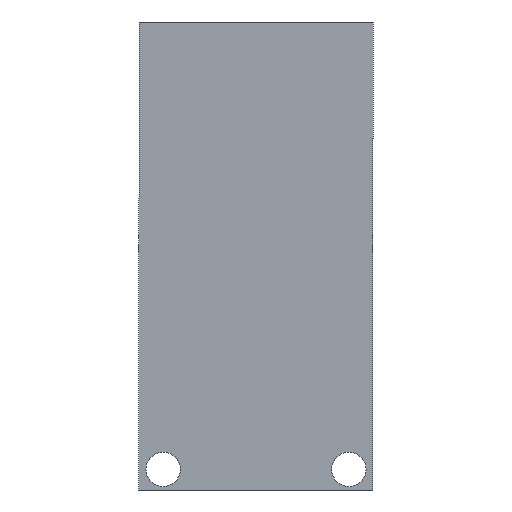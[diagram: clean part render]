
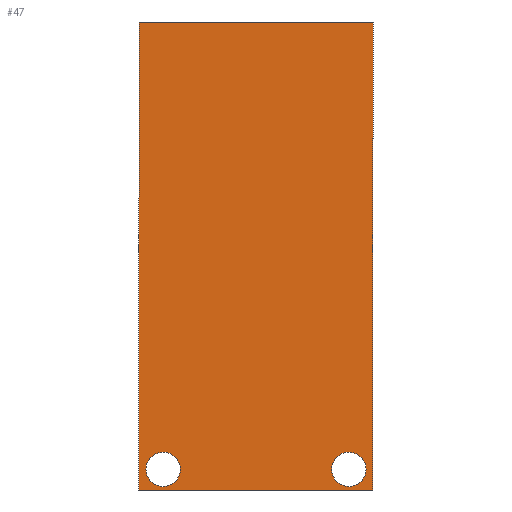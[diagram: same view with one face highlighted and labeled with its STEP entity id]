
A CAD part, front view. The second image highlights one B-rep face of the part: STEP entity #47.
In plain terms, the highlighted planar face has unit normal (0, -1, 0).
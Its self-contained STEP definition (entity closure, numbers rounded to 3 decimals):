
#20 = DIRECTION ( 'NONE',  ( 0., 1., 0. ) ) ;
#39 = DIRECTION ( 'NONE',  ( 0., 1., 0. ) ) ;
#47 = ADVANCED_FACE ( 'NONE', ( #1496, #318, #1482 ), #464, .F. ) ;
#52 = AXIS2_PLACEMENT_3D ( 'NONE', #636, #39, #1447 ) ;
#92 = EDGE_CURVE ( 'NONE', #265, #617, #1318, .T. ) ;
#123 = VERTEX_POINT ( 'NONE', #131 ) ;
#131 = CARTESIAN_POINT ( 'NONE',  ( 17., 0., 0. ) ) ;
#144 = DIRECTION ( 'NONE',  ( 0., 0., -1. ) ) ;
#145 = AXIS2_PLACEMENT_3D ( 'NONE', #413, #20, #1422 ) ;
#147 = EDGE_LOOP ( 'NONE', ( #1149, #1425 ) ) ;
#225 = VECTOR ( 'NONE', #144, 1000. ) ;
#236 = CARTESIAN_POINT ( 'NONE',  ( 0., 0., -34. ) ) ;
#248 = DIRECTION ( 'NONE',  ( 1., 0., 0. ) ) ;
#265 = VERTEX_POINT ( 'NONE', #1239 ) ;
#302 = AXIS2_PLACEMENT_3D ( 'NONE', #486, #505, #632 ) ;
#317 = CARTESIAN_POINT ( 'NONE',  ( 0., 0., -34. ) ) ;
#318 = FACE_BOUND ( 'NONE', #498, .T. ) ;
#349 = VECTOR ( 'NONE', #248, 1000. ) ;
#408 = ORIENTED_EDGE ( 'NONE', *, *, #1219, .T. ) ;
#413 = CARTESIAN_POINT ( 'NONE',  ( 15.25, 0., -32.5 ) ) ;
#418 = EDGE_CURVE ( 'NONE', #617, #265, #1075, .T. ) ;
#464 = PLANE ( 'NONE',  #1341 ) ;
#486 = CARTESIAN_POINT ( 'NONE',  ( 1.75, 0., -32.5 ) ) ;
#498 = EDGE_LOOP ( 'NONE', ( #888, #614 ) ) ;
#505 = DIRECTION ( 'NONE',  ( 0., 1., 0. ) ) ;
#510 = DIRECTION ( 'NONE',  ( 0., 0., -1. ) ) ;
#518 = CARTESIAN_POINT ( 'NONE',  ( 17., 0., 0. ) ) ;
#526 = CARTESIAN_POINT ( 'NONE',  ( 1.75, 0., -33.75 ) ) ;
#539 = CARTESIAN_POINT ( 'NONE',  ( 15.25, 0., -31.25 ) ) ;
#578 = VECTOR ( 'NONE', #802, 1000. ) ;
#614 = ORIENTED_EDGE ( 'NONE', *, *, #92, .T. ) ;
#617 = VERTEX_POINT ( 'NONE', #526 ) ;
#621 = CARTESIAN_POINT ( 'NONE',  ( 0., 0., 0. ) ) ;
#632 = DIRECTION ( 'NONE',  ( 0., 0., 1. ) ) ;
#634 = ORIENTED_EDGE ( 'NONE', *, *, #673, .F. ) ;
#636 = CARTESIAN_POINT ( 'NONE',  ( 15.25, 0., -32.5 ) ) ;
#640 = ORIENTED_EDGE ( 'NONE', *, *, #1106, .T. ) ;
#642 = EDGE_CURVE ( 'NONE', #860, #961, #1266, .T. ) ;
#666 = EDGE_CURVE ( 'NONE', #961, #860, #1336, .T. ) ;
#673 = EDGE_CURVE ( 'NONE', #123, #1404, #1092, .T. ) ;
#710 = EDGE_CURVE ( 'NONE', #1307, #123, #880, .T. ) ;
#724 = EDGE_LOOP ( 'NONE', ( #1224, #408, #640, #634 ) ) ;
#793 = LINE ( 'NONE', #317, #578 ) ;
#802 = DIRECTION ( 'NONE',  ( 1., 0., 0. ) ) ;
#855 = CARTESIAN_POINT ( 'NONE',  ( 15.25, 0., -33.75 ) ) ;
#860 = VERTEX_POINT ( 'NONE', #539 ) ;
#880 = LINE ( 'NONE', #975, #349 ) ;
#888 = ORIENTED_EDGE ( 'NONE', *, *, #418, .T. ) ;
#894 = AXIS2_PLACEMENT_3D ( 'NONE', #1018, #1267, #915 ) ;
#915 = DIRECTION ( 'NONE',  ( 0., 0., 1. ) ) ;
#961 = VERTEX_POINT ( 'NONE', #855 ) ;
#975 = CARTESIAN_POINT ( 'NONE',  ( 0., 0., 0. ) ) ;
#1018 = CARTESIAN_POINT ( 'NONE',  ( 1.75, 0., -32.5 ) ) ;
#1054 = DIRECTION ( 'NONE',  ( 0., 1., 0. ) ) ;
#1075 = CIRCLE ( 'NONE', #302, 1.25 ) ;
#1092 = LINE ( 'NONE', #518, #1286 ) ;
#1106 = EDGE_CURVE ( 'NONE', #1143, #1404, #793, .T. ) ;
#1143 = VERTEX_POINT ( 'NONE', #236 ) ;
#1149 = ORIENTED_EDGE ( 'NONE', *, *, #666, .T. ) ;
#1219 = EDGE_CURVE ( 'NONE', #1307, #1143, #1309, .T. ) ;
#1224 = ORIENTED_EDGE ( 'NONE', *, *, #710, .F. ) ;
#1239 = CARTESIAN_POINT ( 'NONE',  ( 1.75, 0., -31.25 ) ) ;
#1254 = CARTESIAN_POINT ( 'NONE',  ( 0., 0., 0. ) ) ;
#1266 = CIRCLE ( 'NONE', #145, 1.25 ) ;
#1267 = DIRECTION ( 'NONE',  ( 0., 1., 0. ) ) ;
#1286 = VECTOR ( 'NONE', #510, 1000. ) ;
#1307 = VERTEX_POINT ( 'NONE', #1254 ) ;
#1309 = LINE ( 'NONE', #621, #225 ) ;
#1318 = CIRCLE ( 'NONE', #894, 1.25 ) ;
#1336 = CIRCLE ( 'NONE', #52, 1.25 ) ;
#1341 = AXIS2_PLACEMENT_3D ( 'NONE', #1379, #1054, #1488 ) ;
#1379 = CARTESIAN_POINT ( 'NONE',  ( 0., 0., 0. ) ) ;
#1391 = CARTESIAN_POINT ( 'NONE',  ( 17., 0., -34. ) ) ;
#1404 = VERTEX_POINT ( 'NONE', #1391 ) ;
#1422 = DIRECTION ( 'NONE',  ( 0., 0., 1. ) ) ;
#1425 = ORIENTED_EDGE ( 'NONE', *, *, #642, .T. ) ;
#1447 = DIRECTION ( 'NONE',  ( 0., 0., 1. ) ) ;
#1482 = FACE_BOUND ( 'NONE', #147, .T. ) ;
#1488 = DIRECTION ( 'NONE',  ( 0., 0., 1. ) ) ;
#1496 = FACE_OUTER_BOUND ( 'NONE', #724, .T. ) ;
